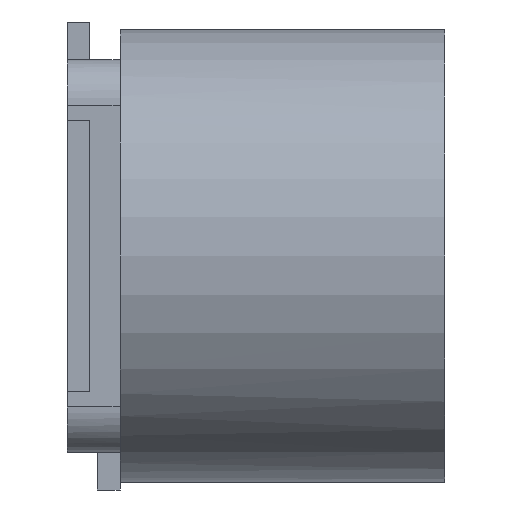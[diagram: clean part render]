
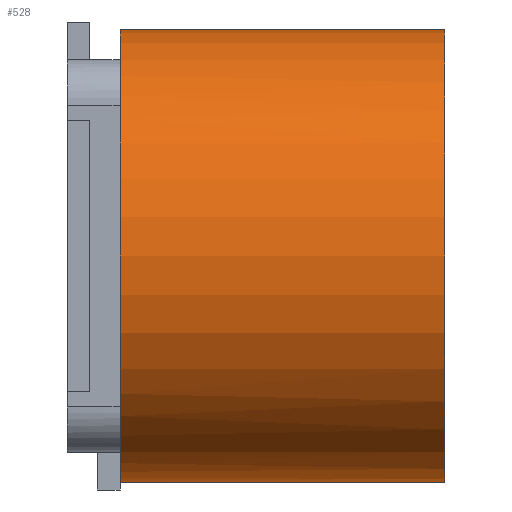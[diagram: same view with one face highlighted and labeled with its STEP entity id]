
A CAD part, left-side view. The second image highlights one B-rep face of the part: STEP entity #528.
In plain terms, the highlighted cylindrical face has radius 1.5 mm (diameter 3 mm), a partial arc.
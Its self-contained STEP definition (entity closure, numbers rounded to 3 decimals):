
#20 = EDGE_CURVE ( 'NONE', #120, #2129, #1668, .T. ) ;
#84 = LINE ( 'NONE', #1352, #1739 ) ;
#90 = ORIENTED_EDGE ( 'NONE', *, *, #994, .T. ) ;
#120 = VERTEX_POINT ( 'NONE', #1480 ) ;
#176 = CARTESIAN_POINT ( 'NONE',  ( 55.239, 22.146, 1.1 ) ) ;
#201 = ORIENTED_EDGE ( 'NONE', *, *, #634, .T. ) ;
#206 = DIRECTION ( 'NONE',  ( 0., 0., 1. ) ) ;
#234 = DIRECTION ( 'NONE',  ( 0., 0., -1. ) ) ;
#279 = CIRCLE ( 'NONE', #1599, 1.5 ) ;
#410 = CYLINDRICAL_SURFACE ( 'NONE', #1390, 1.5 ) ;
#418 = VERTEX_POINT ( 'NONE', #1640 ) ;
#423 = CARTESIAN_POINT ( 'NONE',  ( 55.239, 22.146, 1.1 ) ) ;
#452 = EDGE_CURVE ( 'NONE', #618, #1179, #604, .T. ) ;
#457 = AXIS2_PLACEMENT_3D ( 'NONE', #423, #1148, #1880 ) ;
#516 = ORIENTED_EDGE ( 'NONE', *, *, #1115, .F. ) ;
#528 = ADVANCED_FACE ( 'NONE', ( #2042 ), #410, .T. ) ;
#535 = DIRECTION ( 'NONE',  ( 0., 0., 1. ) ) ;
#550 = CARTESIAN_POINT ( 'NONE',  ( 55.239, 22.146, 1.1 ) ) ;
#553 = DIRECTION ( 'NONE',  ( 0., -1., 0. ) ) ;
#560 = VERTEX_POINT ( 'NONE', #1325 ) ;
#563 = CARTESIAN_POINT ( 'NONE',  ( 55.239, 22.146, 1.1 ) ) ;
#604 = CIRCLE ( 'NONE', #1939, 1.5 ) ;
#618 = VERTEX_POINT ( 'NONE', #818 ) ;
#619 = CARTESIAN_POINT ( 'NONE',  ( 53.939, 22.146, 0.352 ) ) ;
#634 = EDGE_CURVE ( 'NONE', #1614, #560, #929, .T. ) ;
#637 = CIRCLE ( 'NONE', #1973, 1.5 ) ;
#647 = AXIS2_PLACEMENT_3D ( 'NONE', #550, #1275, #2008 ) ;
#680 = EDGE_LOOP ( 'NONE', ( #1011, #2208, #1252, #908, #1730, #1323, #516, #90, #201 ) ) ;
#780 = EDGE_CURVE ( 'NONE', #418, #618, #279, .T. ) ;
#810 = CARTESIAN_POINT ( 'NONE',  ( 55.239, 22.146, 1.1 ) ) ;
#818 = CARTESIAN_POINT ( 'NONE',  ( 54.491, 22.146, 2.4 ) ) ;
#888 = DIRECTION ( 'NONE',  ( 0., 1., 0. ) ) ;
#903 = DIRECTION ( 'NONE',  ( 0., 1., 0. ) ) ;
#908 = ORIENTED_EDGE ( 'NONE', *, *, #1908, .F. ) ;
#929 = CIRCLE ( 'NONE', #1229, 1.5 ) ;
#940 = CARTESIAN_POINT ( 'NONE',  ( 55.239, 19.996, -0.4 ) ) ;
#942 = CIRCLE ( 'NONE', #2272, 1.5 ) ;
#957 = VERTEX_POINT ( 'NONE', #2332 ) ;
#994 = EDGE_CURVE ( 'NONE', #1226, #1614, #1466, .T. ) ;
#1011 = ORIENTED_EDGE ( 'NONE', *, *, #2149, .F. ) ;
#1115 = EDGE_CURVE ( 'NONE', #1226, #957, #1488, .T. ) ;
#1137 = CARTESIAN_POINT ( 'NONE',  ( 55.239, 26.388, 1.1 ) ) ;
#1148 = DIRECTION ( 'NONE',  ( 0., 1., 0. ) ) ;
#1149 = CARTESIAN_POINT ( 'NONE',  ( 55.239, 22.146, 2.6 ) ) ;
#1179 = VERTEX_POINT ( 'NONE', #1149 ) ;
#1226 = VERTEX_POINT ( 'NONE', #1531 ) ;
#1229 = AXIS2_PLACEMENT_3D ( 'NONE', #1981, #888, #1608 ) ;
#1252 = ORIENTED_EDGE ( 'NONE', *, *, #780, .F. ) ;
#1275 = DIRECTION ( 'NONE',  ( 0., 1., 0. ) ) ;
#1323 = ORIENTED_EDGE ( 'NONE', *, *, #1944, .F. ) ;
#1325 = CARTESIAN_POINT ( 'NONE',  ( 55.239, 19.996, 2.6 ) ) ;
#1352 = CARTESIAN_POINT ( 'NONE',  ( 55.239, 26.388, 2.6 ) ) ;
#1390 = AXIS2_PLACEMENT_3D ( 'NONE', #1137, #1869, #234 ) ;
#1446 = CARTESIAN_POINT ( 'NONE',  ( 55.239, 22.146, 1.1 ) ) ;
#1466 = LINE ( 'NONE', #2195, #2212 ) ;
#1480 = CARTESIAN_POINT ( 'NONE',  ( 54.491, 22.146, -0.2 ) ) ;
#1488 = CIRCLE ( 'NONE', #457, 1.5 ) ;
#1531 = CARTESIAN_POINT ( 'NONE',  ( 55.239, 22.146, -0.4 ) ) ;
#1536 = DIRECTION ( 'NONE',  ( 0., 1., 0. ) ) ;
#1599 = AXIS2_PLACEMENT_3D ( 'NONE', #810, #1536, #2275 ) ;
#1608 = DIRECTION ( 'NONE',  ( 0., 0., 1. ) ) ;
#1614 = VERTEX_POINT ( 'NONE', #940 ) ;
#1622 = DIRECTION ( 'NONE',  ( 0., 0., 1. ) ) ;
#1640 = CARTESIAN_POINT ( 'NONE',  ( 53.939, 22.146, 1.848 ) ) ;
#1668 = CIRCLE ( 'NONE', #647, 1.5 ) ;
#1730 = ORIENTED_EDGE ( 'NONE', *, *, #20, .F. ) ;
#1739 = VECTOR ( 'NONE', #2081, 1000. ) ;
#1843 = DIRECTION ( 'NONE',  ( 0., 1., 0. ) ) ;
#1869 = DIRECTION ( 'NONE',  ( 0., -1., 0. ) ) ;
#1880 = DIRECTION ( 'NONE',  ( 0., 0., 1. ) ) ;
#1908 = EDGE_CURVE ( 'NONE', #2129, #418, #637, .T. ) ;
#1939 = AXIS2_PLACEMENT_3D ( 'NONE', #563, #1843, #206 ) ;
#1944 = EDGE_CURVE ( 'NONE', #957, #120, #942, .T. ) ;
#1973 = AXIS2_PLACEMENT_3D ( 'NONE', #1446, #2178, #535 ) ;
#1981 = CARTESIAN_POINT ( 'NONE',  ( 55.239, 19.996, 1.1 ) ) ;
#2008 = DIRECTION ( 'NONE',  ( 0., 0., 1. ) ) ;
#2042 = FACE_OUTER_BOUND ( 'NONE', #680, .T. ) ;
#2081 = DIRECTION ( 'NONE',  ( 0., -1., 0. ) ) ;
#2129 = VERTEX_POINT ( 'NONE', #619 ) ;
#2149 = EDGE_CURVE ( 'NONE', #1179, #560, #84, .T. ) ;
#2178 = DIRECTION ( 'NONE',  ( 0., 1., 0. ) ) ;
#2195 = CARTESIAN_POINT ( 'NONE',  ( 55.239, 26.388, -0.4 ) ) ;
#2208 = ORIENTED_EDGE ( 'NONE', *, *, #452, .F. ) ;
#2212 = VECTOR ( 'NONE', #553, 1000. ) ;
#2272 = AXIS2_PLACEMENT_3D ( 'NONE', #176, #903, #1622 ) ;
#2275 = DIRECTION ( 'NONE',  ( 0., 0., 1. ) ) ;
#2332 = CARTESIAN_POINT ( 'NONE',  ( 54.939, 22.146, -0.37 ) ) ;
